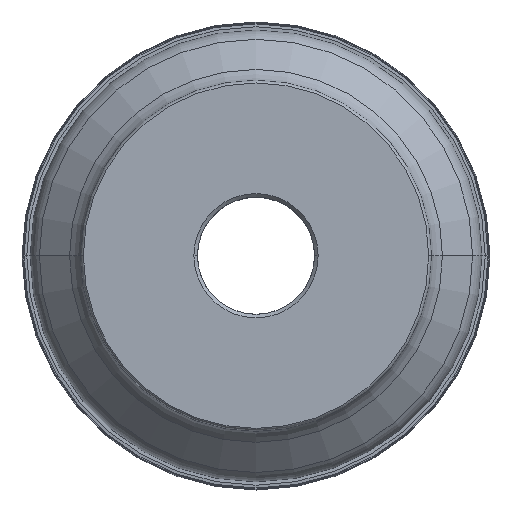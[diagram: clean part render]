
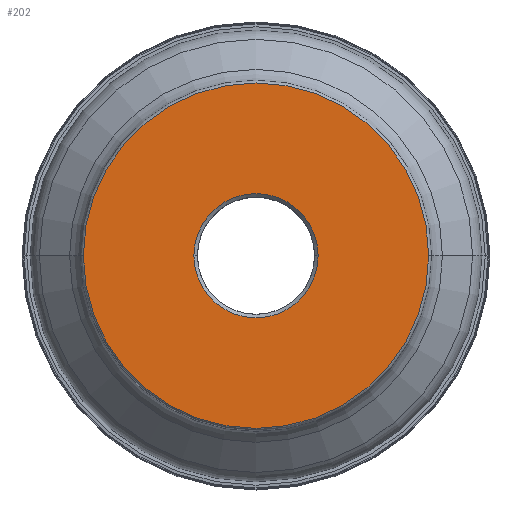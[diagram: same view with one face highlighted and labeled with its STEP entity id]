
A CAD part, top view. The second image highlights one B-rep face of the part: STEP entity #202.
In plain terms, the highlighted planar face has unit normal (0, 0, 1).
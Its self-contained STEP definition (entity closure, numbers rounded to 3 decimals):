
#63=PLANE('',#1679);
#72=FACE_BOUND('',#393,.T.);
#73=FACE_BOUND('',#394,.T.);
#202=ADVANCED_FACE('',(#72,#73),#63,.T.);
#393=EDGE_LOOP('',(#901,#902,#903,#904));
#394=EDGE_LOOP('',(#905,#906,#907,#908));
#521=CIRCLE('',#1669,21.235);
#522=CIRCLE('',#1670,21.235);
#523=CIRCLE('',#1672,21.235);
#524=CIRCLE('',#1673,21.235);
#525=CIRCLE('',#1675,59.054);
#526=CIRCLE('',#1676,59.054);
#527=CIRCLE('',#1677,59.054);
#528=CIRCLE('',#1678,59.054);
#901=ORIENTED_EDGE('',*,*,#1261,.F.);
#902=ORIENTED_EDGE('',*,*,#1262,.F.);
#903=ORIENTED_EDGE('',*,*,#1263,.T.);
#904=ORIENTED_EDGE('',*,*,#1264,.T.);
#905=ORIENTED_EDGE('',*,*,#1259,.T.);
#906=ORIENTED_EDGE('',*,*,#1257,.T.);
#907=ORIENTED_EDGE('',*,*,#1256,.T.);
#908=ORIENTED_EDGE('',*,*,#1260,.T.);
#1061=VERTEX_POINT('',#2620);
#1062=VERTEX_POINT('',#2622);
#1063=VERTEX_POINT('',#2624);
#1064=VERTEX_POINT('',#2628);
#1065=VERTEX_POINT('',#2632);
#1066=VERTEX_POINT('',#2633);
#1067=VERTEX_POINT('',#2635);
#1068=VERTEX_POINT('',#2637);
#1256=EDGE_CURVE('',#1062,#1061,#521,.T.);
#1257=EDGE_CURVE('',#1063,#1062,#522,.T.);
#1259=EDGE_CURVE('',#1064,#1063,#523,.T.);
#1260=EDGE_CURVE('',#1061,#1064,#524,.T.);
#1261=EDGE_CURVE('',#1065,#1066,#525,.T.);
#1262=EDGE_CURVE('',#1067,#1065,#526,.T.);
#1263=EDGE_CURVE('',#1067,#1068,#527,.T.);
#1264=EDGE_CURVE('',#1068,#1066,#528,.T.);
#1669=AXIS2_PLACEMENT_3D('',#2621,#2173,#2174);
#1670=AXIS2_PLACEMENT_3D('',#2623,#2175,#2176);
#1672=AXIS2_PLACEMENT_3D('',#2627,#2180,#2181);
#1673=AXIS2_PLACEMENT_3D('',#2629,#2182,#2183);
#1675=AXIS2_PLACEMENT_3D('',#2631,#2186,#2187);
#1676=AXIS2_PLACEMENT_3D('',#2634,#2188,#2189);
#1677=AXIS2_PLACEMENT_3D('',#2636,#2190,#2191);
#1678=AXIS2_PLACEMENT_3D('',#2638,#2192,#2193);
#1679=AXIS2_PLACEMENT_3D('',#2639,#2194,#2195);
#2173=DIRECTION('',(0.,0.,-1.));
#2174=DIRECTION('',(0.,-1.,0.));
#2175=DIRECTION('',(0.,0.,-1.));
#2176=DIRECTION('',(1.,0.,0.));
#2180=DIRECTION('',(0.,0.,-1.));
#2181=DIRECTION('',(0.,1.,0.));
#2182=DIRECTION('',(0.,0.,-1.));
#2183=DIRECTION('',(-1.,0.,0.));
#2186=DIRECTION('',(0.,0.,-1.));
#2187=DIRECTION('',(1.,0.,0.));
#2188=DIRECTION('',(0.,0.,-1.));
#2189=DIRECTION('',(1.,0.,0.));
#2190=DIRECTION('',(0.,0.,1.));
#2191=DIRECTION('',(-1.,0.,0.));
#2192=DIRECTION('',(0.,0.,1.));
#2193=DIRECTION('',(-1.,0.,0.));
#2194=DIRECTION('',(0.,0.,1.));
#2195=DIRECTION('',(0.,1.,0.));
#2620=CARTESIAN_POINT('',(-21.235,0.,0.));
#2621=CARTESIAN_POINT('',(0.,0.,0.));
#2622=CARTESIAN_POINT('',(0.,-21.235,0.));
#2623=CARTESIAN_POINT('',(0.,0.,0.));
#2624=CARTESIAN_POINT('',(21.235,0.,0.));
#2627=CARTESIAN_POINT('',(0.,0.,0.));
#2628=CARTESIAN_POINT('',(0.,21.235,0.));
#2629=CARTESIAN_POINT('',(0.,0.,0.));
#2631=CARTESIAN_POINT('',(0.,0.,0.));
#2632=CARTESIAN_POINT('',(59.054,0.,0.));
#2633=CARTESIAN_POINT('',(59.054,-0.021,0.));
#2634=CARTESIAN_POINT('',(0.,0.,0.));
#2635=CARTESIAN_POINT('',(-59.054,0.021,0.));
#2636=CARTESIAN_POINT('',(0.,0.,0.));
#2637=CARTESIAN_POINT('',(-59.054,0.,0.));
#2638=CARTESIAN_POINT('',(0.,0.,0.));
#2639=CARTESIAN_POINT('',(0.,0.,0.));
